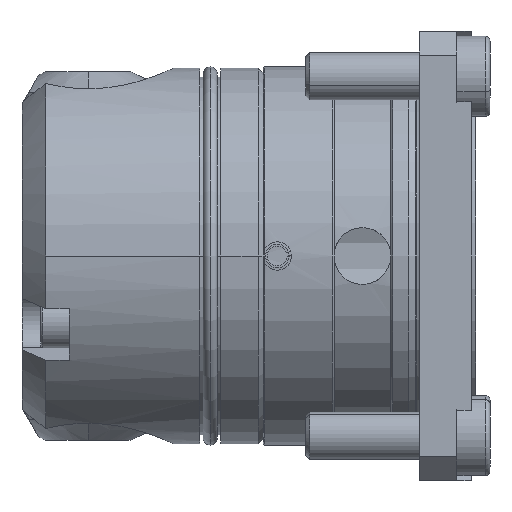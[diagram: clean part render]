
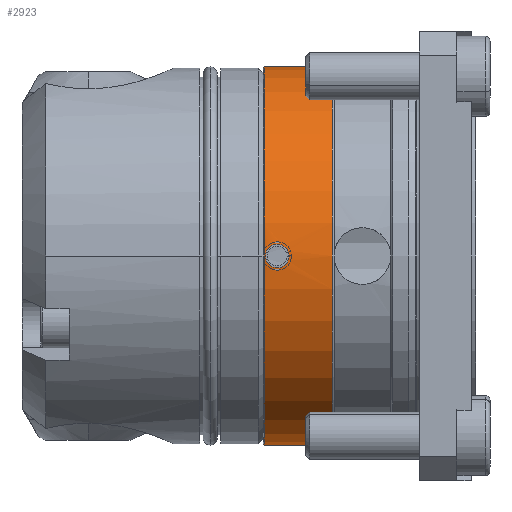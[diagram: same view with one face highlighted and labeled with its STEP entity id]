
A CAD part, front view. The second image highlights one B-rep face of the part: STEP entity #2923.
In plain terms, the highlighted cylindrical face has radius 20 mm (diameter 40 mm), a partial arc.
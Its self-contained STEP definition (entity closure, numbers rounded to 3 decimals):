
#215 = CARTESIAN_POINT ( 'NONE',  ( -22.001, -19.986, 0.767 ) ) ;
#290 = DIRECTION ( 'NONE',  ( -1., 0., 0. ) ) ;
#511 = LINE ( 'NONE', #5087, #5828 ) ;
#807 = VERTEX_POINT ( 'NONE', #2476 ) ;
#826 = CARTESIAN_POINT ( 'NONE',  ( -20.001, -19.986, 0.769 ) ) ;
#872 = CARTESIAN_POINT ( 'NONE',  ( -20.835, -19.961, -1.25 ) ) ;
#910 = VECTOR ( 'NONE', #4136, 1000. ) ;
#1347 = CARTESIAN_POINT ( 'NONE',  ( -21.63, -19.97, 1.092 ) ) ;
#1538 = EDGE_LOOP ( 'NONE', ( #13432, #14096 ) ) ;
#1767 = DIRECTION ( 'NONE',  ( -1., 0., 0. ) ) ;
#1988 = CARTESIAN_POINT ( 'NONE',  ( -19.783, -19.998, 0.328 ) ) ;
#2298 = CARTESIAN_POINT ( 'NONE',  ( -21.327, -19.963, -1.217 ) ) ;
#2449 = CARTESIAN_POINT ( 'NONE',  ( -21.63, -19.97, -1.092 ) ) ;
#2476 = CARTESIAN_POINT ( 'NONE',  ( -22.4, 0., -20. ) ) ;
#2494 = CARTESIAN_POINT ( 'NONE',  ( -21.325, -19.963, 1.21 ) ) ;
#2868 = CARTESIAN_POINT ( 'NONE',  ( -21., -19.961, -1.25 ) ) ;
#2871 = VERTEX_POINT ( 'NONE', #13714 ) ;
#2903 = FACE_BOUND ( 'NONE', #1538, .T. ) ;
#2923 = ADVANCED_FACE ( 'NONE', ( #8928, #2903 ), #4487, .T. ) ;
#3103 = CARTESIAN_POINT ( 'NONE',  ( -19.75, -20., -0.164 ) ) ;
#3564 = CARTESIAN_POINT ( 'NONE',  ( -21.999, -19.986, -0.768 ) ) ;
#3607 = CARTESIAN_POINT ( 'NONE',  ( -21.082, -19.961, 1.25 ) ) ;
#3816 = EDGE_CURVE ( 'NONE', #14204, #14070, #10268, .T. ) ;
#3998 = EDGE_CURVE ( 'NONE', #7158, #807, #6550, .T. ) ;
#4136 = DIRECTION ( 'NONE',  ( -1., 0., 0. ) ) ;
#4184 = CARTESIAN_POINT ( 'NONE',  ( -20.837, -19.961, 1.25 ) ) ;
#4212 = ORIENTED_EDGE ( 'NONE', *, *, #6090, .T. ) ;
#4229 = CARTESIAN_POINT ( 'NONE',  ( -19.876, -19.992, -0.554 ) ) ;
#4487 = CYLINDRICAL_SURFACE ( 'NONE', #14086, 20. ) ;
#4699 = CARTESIAN_POINT ( 'NONE',  ( -22.217, -19.998, -0.328 ) ) ;
#5087 = CARTESIAN_POINT ( 'NONE',  ( 0., 0., 20. ) ) ;
#5157 = ORIENTED_EDGE ( 'NONE', *, *, #3998, .F. ) ;
#5361 = CARTESIAN_POINT ( 'NONE',  ( -20.005, -19.986, -0.761 ) ) ;
#5828 = VECTOR ( 'NONE', #11943, 1000. ) ;
#5838 = CARTESIAN_POINT ( 'NONE',  ( -22.25, -20., 0.163 ) ) ;
#5978 = VERTEX_POINT ( 'NONE', #6542 ) ;
#6037 = ORIENTED_EDGE ( 'NONE', *, *, #14196, .T. ) ;
#6090 = EDGE_CURVE ( 'NONE', #7158, #5978, #7955, .T. ) ;
#6299 = DIRECTION ( 'NONE',  ( -1., 0., 0. ) ) ;
#6445 = CARTESIAN_POINT ( 'NONE',  ( -20.672, -19.963, 1.217 ) ) ;
#6495 = CARTESIAN_POINT ( 'NONE',  ( -20.231, -19.975, -0.999 ) ) ;
#6542 = CARTESIAN_POINT ( 'NONE',  ( -15.2, 0., 20. ) ) ;
#6550 = LINE ( 'NONE', #12142, #910 ) ;
#6678 = CARTESIAN_POINT ( 'NONE',  ( 0., 0., 0. ) ) ;
#6842 = B_SPLINE_CURVE_WITH_KNOTS ( 'NONE', 3,
 ( #12185, #4184, #6445, #14534, #7610, #826, #8740, #1988, #9922, #3103, #11065, #4229, #12247, #5361, #13408, #6495, #14592, #7655, #872, #8800 ),
 .UNSPECIFIED., .F., .F.,
 ( 4, 2, 2, 2, 2, 2, 2, 2, 2, 4 ),
 ( 0.004, 0.004, 0.005, 0.005, 0.006, 0.006, 0.007, 0.007, 0.007, 0.008 ),
 .UNSPECIFIED. ) ;
#6980 = CARTESIAN_POINT ( 'NONE',  ( -22.092, -19.991, 0.629 ) ) ;
#7150 = AXIS2_PLACEMENT_3D ( 'NONE', #8527, #1767, #9702 ) ;
#7158 = VERTEX_POINT ( 'NONE', #7370 ) ;
#7370 = CARTESIAN_POINT ( 'NONE',  ( -15.2, 0., -20. ) ) ;
#7610 = CARTESIAN_POINT ( 'NONE',  ( -20.232, -19.975, 1. ) ) ;
#7655 = CARTESIAN_POINT ( 'NONE',  ( -20.671, -19.963, -1.217 ) ) ;
#7955 = CIRCLE ( 'NONE', #7150, 20. ) ;
#8005 = CIRCLE ( 'NONE', #8052, 20. ) ;
#8052 = AXIS2_PLACEMENT_3D ( 'NONE', #13219, #6299, #14383 ) ;
#8083 = CARTESIAN_POINT ( 'NONE',  ( -21.165, -19.961, -1.25 ) ) ;
#8139 = CARTESIAN_POINT ( 'NONE',  ( -21.767, -19.975, 1. ) ) ;
#8527 = CARTESIAN_POINT ( 'NONE',  ( -15.2, 0., 0. ) ) ;
#8731 = EDGE_LOOP ( 'NONE', ( #5157, #4212, #6037, #10922 ) ) ;
#8740 = CARTESIAN_POINT ( 'NONE',  ( -19.908, -19.991, 0.631 ) ) ;
#8800 = CARTESIAN_POINT ( 'NONE',  ( -21., -19.961, -1.25 ) ) ;
#8928 = FACE_OUTER_BOUND ( 'NONE', #8731, .T. ) ;
#9219 = CARTESIAN_POINT ( 'NONE',  ( -21., -19.961, -1.25 ) ) ;
#9263 = CARTESIAN_POINT ( 'NONE',  ( -21.403, -19.965, 1.186 ) ) ;
#9702 = DIRECTION ( 'NONE',  ( 0., 0., 1. ) ) ;
#9746 = DIRECTION ( 'NONE',  ( 0., 0., 1. ) ) ;
#9922 = CARTESIAN_POINT ( 'NONE',  ( -19.75, -20., 0.166 ) ) ;
#10268 = B_SPLINE_CURVE_WITH_KNOTS ( 'NONE', 3,
 ( #9219, #8083, #2298, #2449, #10389, #3564, #11550, #4699, #12715, #5838, #13906, #6980, #215, #8139, #1347, #9263, #2494, #10448, #3607, #11598 ),
 .UNSPECIFIED., .F., .F.,
 ( 4, 2, 2, 2, 2, 2, 2, 2, 2, 4 ),
 ( 0., 0., 0.001, 0.001, 0.002, 0.002, 0.003, 0.003, 0.004, 0.004 ),
 .UNSPECIFIED. ) ;
#10389 = CARTESIAN_POINT ( 'NONE',  ( -21.769, -19.975, -0.999 ) ) ;
#10448 = CARTESIAN_POINT ( 'NONE',  ( -21.164, -19.961, 1.242 ) ) ;
#10596 = CARTESIAN_POINT ( 'NONE',  ( -21., -19.961, 1.25 ) ) ;
#10922 = ORIENTED_EDGE ( 'NONE', *, *, #13247, .F. ) ;
#11065 = CARTESIAN_POINT ( 'NONE',  ( -19.782, -19.998, -0.326 ) ) ;
#11550 = CARTESIAN_POINT ( 'NONE',  ( -22.092, -19.991, -0.629 ) ) ;
#11598 = CARTESIAN_POINT ( 'NONE',  ( -21., -19.961, 1.25 ) ) ;
#11943 = DIRECTION ( 'NONE',  ( -1., 0., 0. ) ) ;
#12142 = CARTESIAN_POINT ( 'NONE',  ( 0., 0., -20. ) ) ;
#12185 = CARTESIAN_POINT ( 'NONE',  ( -21., -19.961, 1.25 ) ) ;
#12247 = CARTESIAN_POINT ( 'NONE',  ( -19.915, -19.99, -0.625 ) ) ;
#12715 = CARTESIAN_POINT ( 'NONE',  ( -22.25, -20., -0.164 ) ) ;
#13219 = CARTESIAN_POINT ( 'NONE',  ( -22.4, 0., 0. ) ) ;
#13247 = EDGE_CURVE ( 'NONE', #807, #2871, #8005, .T. ) ;
#13318 = EDGE_CURVE ( 'NONE', #14070, #14204, #6842, .T. ) ;
#13408 = CARTESIAN_POINT ( 'NONE',  ( -20.058, -19.983, -0.826 ) ) ;
#13432 = ORIENTED_EDGE ( 'NONE', *, *, #3816, .T. ) ;
#13714 = CARTESIAN_POINT ( 'NONE',  ( -22.4, 0., 20. ) ) ;
#13906 = CARTESIAN_POINT ( 'NONE',  ( -22.218, -19.998, 0.327 ) ) ;
#14070 = VERTEX_POINT ( 'NONE', #10596 ) ;
#14086 = AXIS2_PLACEMENT_3D ( 'NONE', #6678, #290, #9746 ) ;
#14096 = ORIENTED_EDGE ( 'NONE', *, *, #13318, .T. ) ;
#14196 = EDGE_CURVE ( 'NONE', #5978, #2871, #511, .T. ) ;
#14204 = VERTEX_POINT ( 'NONE', #2868 ) ;
#14383 = DIRECTION ( 'NONE',  ( 0., 0., 1. ) ) ;
#14534 = CARTESIAN_POINT ( 'NONE',  ( -20.372, -19.97, 1.093 ) ) ;
#14592 = CARTESIAN_POINT ( 'NONE',  ( -20.37, -19.97, -1.092 ) ) ;
